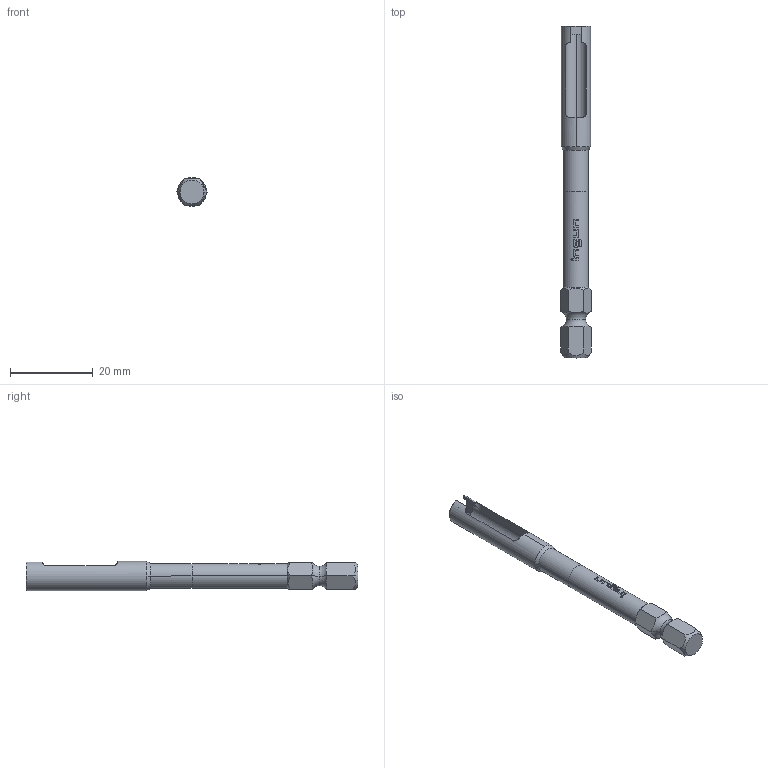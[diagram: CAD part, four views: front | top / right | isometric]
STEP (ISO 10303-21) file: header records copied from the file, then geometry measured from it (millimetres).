
FILE_DESCRIPTION (( 'STEP AP203' ), '1' );
FILE_NAME ('INGUN_BIT-SKS-559_M.STEP', '2021-10-19T09:03:32', ( 'ochi' ), ( '' ), 'SwSTEP 2.0', 'SolidWorks 2018', '' );
FILE_SCHEMA (( 'CONFIG_CONTROL_DESIGN' ));
Length unit declared in the file: millimetre
Products named in the file (1): INGUN_BIT-SKS-559_M
Bounding box: 7.33 x 80 x 7 mm (x, y, z)
Volume: 2035.3 mm3; surface area: 1926.7 mm2
Topology: 1 solids, 1 shells, 129 faces, 344 edges, 221 vertices
Faces by surface type: plane 72, bspline 22, cylinder 22, cone 9, torus 4
Entity records: 4612 total; most frequent: CARTESIAN_POINT 1559, ORIENTED_EDGE 684, DIRECTION 525, EDGE_CURVE 342, VERTEX_POINT 221, AXIS2_PLACEMENT_3D 195, VECTOR 135, EDGE_LOOP 135
